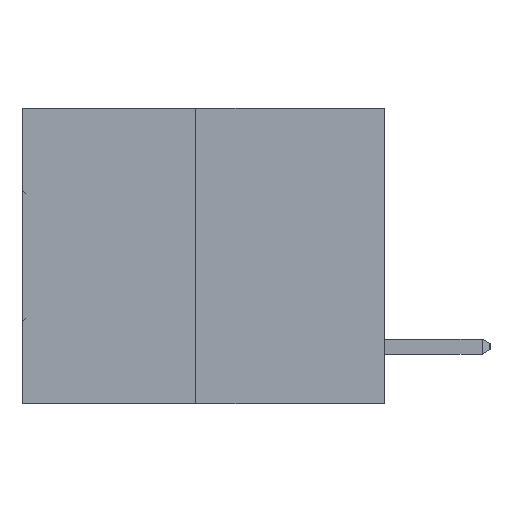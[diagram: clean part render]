
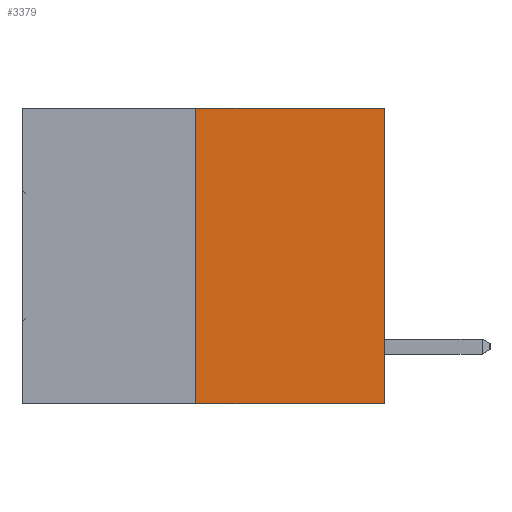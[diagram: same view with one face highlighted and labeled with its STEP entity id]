
A CAD part, left-side view. The second image highlights one B-rep face of the part: STEP entity #3379.
In plain terms, the highlighted planar face has unit normal (-1, 0, 0).
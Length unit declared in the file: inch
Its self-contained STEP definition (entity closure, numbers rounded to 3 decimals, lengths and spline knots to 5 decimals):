
#527 = DIRECTION ( 'NONE',  ( 0., 0., -1. ) ) ;
#2984 = CARTESIAN_POINT ( 'NONE',  ( 0., 0.6, 0. ) ) ;
#3160 = ORIENTED_EDGE ( 'NONE', *, *, #24798, .F. ) ;
#3379 = ADVANCED_FACE ( 'NONE', ( #30880 ), #6084, .F. ) ;
#3727 = CARTESIAN_POINT ( 'NONE',  ( 0., 0., 0. ) ) ;
#3842 = VECTOR ( 'NONE', #17386, 39.37008 ) ;
#4501 = ORIENTED_EDGE ( 'NONE', *, *, #34409, .T. ) ;
#6030 = VERTEX_POINT ( 'NONE', #3727 ) ;
#6084 = PLANE ( 'NONE',  #22529 ) ;
#6308 = LINE ( 'NONE', #22708, #17676 ) ;
#9624 = CARTESIAN_POINT ( 'NONE',  ( 0., 0., -0.49 ) ) ;
#9810 = ORIENTED_EDGE ( 'NONE', *, *, #30651, .T. ) ;
#10474 = VERTEX_POINT ( 'NONE', #31031 ) ;
#10953 = CARTESIAN_POINT ( 'NONE',  ( 0., 0.312, -0.49 ) ) ;
#12613 = DIRECTION ( 'NONE',  ( 0., 0., 1. ) ) ;
#13262 = VECTOR ( 'NONE', #13514, 39.37008 ) ;
#13514 = DIRECTION ( 'NONE',  ( 0., -1., 0. ) ) ;
#15781 = LINE ( 'NONE', #21408, #13262 ) ;
#17386 = DIRECTION ( 'NONE',  ( 0., -1., 0. ) ) ;
#17676 = VECTOR ( 'NONE', #30742, 39.37008 ) ;
#19259 = ORIENTED_EDGE ( 'NONE', *, *, #22889, .F. ) ;
#19970 = VERTEX_POINT ( 'NONE', #10953 ) ;
#20962 = CARTESIAN_POINT ( 'NONE',  ( 0., 0.312, -0.49 ) ) ;
#21408 = CARTESIAN_POINT ( 'NONE',  ( 0., 0.6, -0.49 ) ) ;
#22168 = DIRECTION ( 'NONE',  ( 1., 0., 0. ) ) ;
#22529 = AXIS2_PLACEMENT_3D ( 'NONE', #2984, #22168, #527 ) ;
#22708 = CARTESIAN_POINT ( 'NONE',  ( 0., 0., 0. ) ) ;
#22889 = EDGE_CURVE ( 'NONE', #19970, #10474, #29491, .T. ) ;
#23883 = LINE ( 'NONE', #30700, #3842 ) ;
#24798 = EDGE_CURVE ( 'NONE', #10474, #6030, #23883, .T. ) ;
#25705 = EDGE_LOOP ( 'NONE', ( #19259, #9810, #4501, #3160 ) ) ;
#26143 = VECTOR ( 'NONE', #12613, 39.37008 ) ;
#29491 = LINE ( 'NONE', #20962, #26143 ) ;
#30651 = EDGE_CURVE ( 'NONE', #19970, #34034, #15781, .T. ) ;
#30700 = CARTESIAN_POINT ( 'NONE',  ( 0., 0.6, 0. ) ) ;
#30742 = DIRECTION ( 'NONE',  ( 0., 0., 1. ) ) ;
#30880 = FACE_OUTER_BOUND ( 'NONE', #25705, .T. ) ;
#31031 = CARTESIAN_POINT ( 'NONE',  ( 0., 0.312, 0. ) ) ;
#34034 = VERTEX_POINT ( 'NONE', #9624 ) ;
#34409 = EDGE_CURVE ( 'NONE', #34034, #6030, #6308, .T. ) ;
